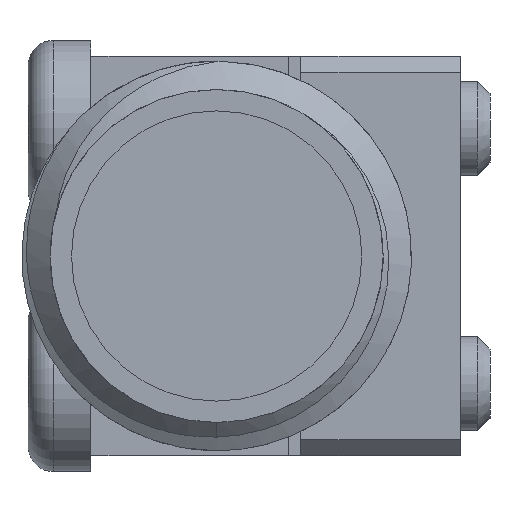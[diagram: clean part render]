
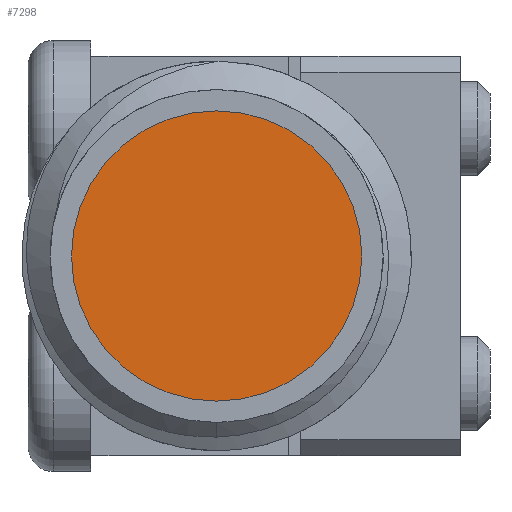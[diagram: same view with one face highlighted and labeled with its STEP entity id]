
A CAD part, left-side view. The second image highlights one B-rep face of the part: STEP entity #7298.
In plain terms, the highlighted planar face has unit normal (-1, 0, 0).
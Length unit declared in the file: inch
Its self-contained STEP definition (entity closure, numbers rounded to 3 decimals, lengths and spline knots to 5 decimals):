
#1121 = CARTESIAN_POINT ( 'NONE',  ( 0.07677, 0., 0.09094 ) ) ;
#1130 = CARTESIAN_POINT ( 'NONE',  ( 0.07677, 0., 0. ) ) ;
#1354 = DIRECTION ( 'NONE',  ( 0., 0., 1. ) ) ;
#1463 = DIRECTION ( 'NONE',  ( -1., 0., 0. ) ) ;
#1541 = DIRECTION ( 'NONE',  ( 0., 0., 1. ) ) ;
#1704 = VERTEX_POINT ( 'NONE', #1121 ) ;
#2048 = DIRECTION ( 'NONE',  ( -1., 0., 0. ) ) ;
#2512 = FACE_OUTER_BOUND ( 'NONE', #6052, .T. ) ;
#2905 = AXIS2_PLACEMENT_3D ( 'NONE', #6855, #2048, #1541 ) ;
#3759 = PLANE ( 'NONE',  #5799 ) ;
#4237 = EDGE_CURVE ( 'NONE', #7031, #1704, #5709, .T. ) ;
#4309 = DIRECTION ( 'NONE',  ( -1., 0., 0. ) ) ;
#4666 = CARTESIAN_POINT ( 'NONE',  ( 0.07677, 0., -0.09094 ) ) ;
#5030 = DIRECTION ( 'NONE',  ( 0., 0., 1. ) ) ;
#5102 = AXIS2_PLACEMENT_3D ( 'NONE', #7366, #1463, #5030 ) ;
#5709 = CIRCLE ( 'NONE', #5102, 0.09094 ) ;
#5753 = CIRCLE ( 'NONE', #2905, 0.09094 ) ;
#5799 = AXIS2_PLACEMENT_3D ( 'NONE', #1130, #4309, #1354 ) ;
#6019 = ORIENTED_EDGE ( 'NONE', *, *, #6775, .T. ) ;
#6052 = EDGE_LOOP ( 'NONE', ( #6019, #7465 ) ) ;
#6775 = EDGE_CURVE ( 'NONE', #1704, #7031, #5753, .T. ) ;
#6855 = CARTESIAN_POINT ( 'NONE',  ( 0.07677, 0., 0. ) ) ;
#7031 = VERTEX_POINT ( 'NONE', #4666 ) ;
#7298 = ADVANCED_FACE ( 'NONE', ( #2512 ), #3759, .T. ) ;
#7366 = CARTESIAN_POINT ( 'NONE',  ( 0.07677, 0., 0. ) ) ;
#7465 = ORIENTED_EDGE ( 'NONE', *, *, #4237, .T. ) ;
